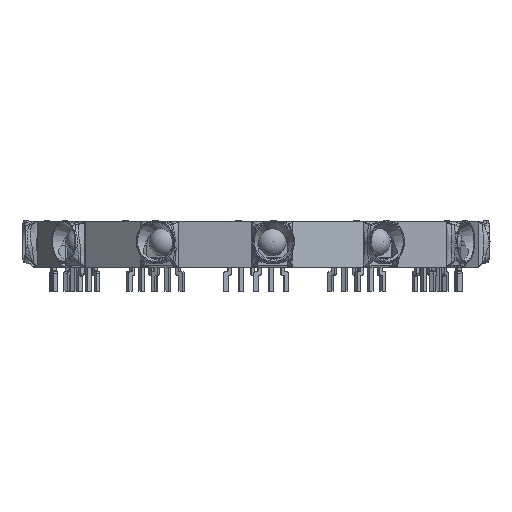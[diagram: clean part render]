
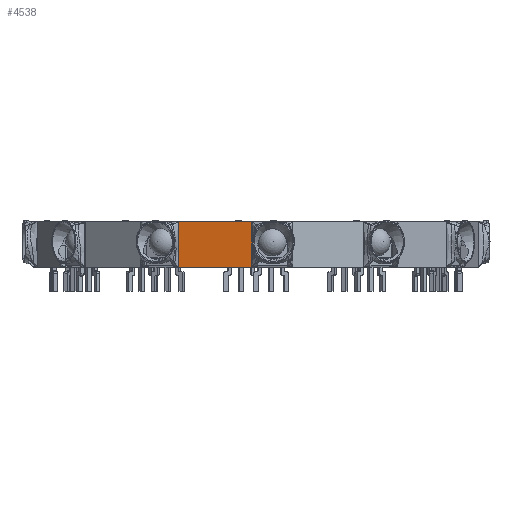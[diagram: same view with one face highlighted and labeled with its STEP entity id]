
A CAD part, front view. The second image highlights one B-rep face of the part: STEP entity #4538.
In plain terms, the highlighted face is planar.
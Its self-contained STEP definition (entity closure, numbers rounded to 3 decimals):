
#640=PLANE('',#5018);
#917=FACE_OUTER_BOUND('',#1247,.T.);
#1247=EDGE_LOOP('',(#4083,#4084,#4085,#4086));
#1556=LINE('',#8563,#1919);
#1558=LINE('',#8569,#1921);
#1562=LINE('',#8575,#1925);
#1563=LINE('',#8577,#1926);
#1919=VECTOR('',#6112,10.);
#1921=VECTOR('',#6116,10.);
#1925=VECTOR('',#6122,10.);
#1926=VECTOR('',#6125,10.);
#2482=VERTEX_POINT('',#8557);
#2484=VERTEX_POINT('',#8561);
#2486=VERTEX_POINT('',#8566);
#2487=VERTEX_POINT('',#8568);
#3026=EDGE_CURVE('',#2482,#2484,#1556,.T.);
#3028=EDGE_CURVE('',#2486,#2487,#1558,.T.);
#3032=EDGE_CURVE('',#2486,#2482,#1562,.T.);
#3033=EDGE_CURVE('',#2487,#2484,#1563,.T.);
#4083=ORIENTED_EDGE('',*,*,#3028,.F.);
#4084=ORIENTED_EDGE('',*,*,#3032,.T.);
#4085=ORIENTED_EDGE('',*,*,#3026,.T.);
#4086=ORIENTED_EDGE('',*,*,#3033,.F.);
#4538=ADVANCED_FACE('',(#917),#640,.F.);
#5018=AXIS2_PLACEMENT_3D('',#8576,#6123,#6124);
#6112=DIRECTION('',(0.,1.,0.));
#6116=DIRECTION('',(0.,1.,0.));
#6122=DIRECTION('',(0.981,0.,0.194));
#6123=DIRECTION('center_axis',(0.194,0.,
-0.981));
#6124=DIRECTION('ref_axis',(-0.981,0.,-0.194));
#6125=DIRECTION('',(0.981,0.,0.194));
#8557=CARTESIAN_POINT('',(-0.728,81.34,36.994));
#8561=CARTESIAN_POINT('',(-0.728,88.94,36.994));
#8563=CARTESIAN_POINT('',(-0.728,81.34,36.994));
#8566=CARTESIAN_POINT('',(-12.874,81.34,34.59));
#8568=CARTESIAN_POINT('',(-12.874,88.94,34.59));
#8569=CARTESIAN_POINT('',(-12.874,88.94,34.59));
#8575=CARTESIAN_POINT('',(-12.874,81.34,34.59));
#8576=CARTESIAN_POINT('Origin',(-12.874,81.34,34.59));
#8577=CARTESIAN_POINT('',(-12.874,88.94,34.59));
